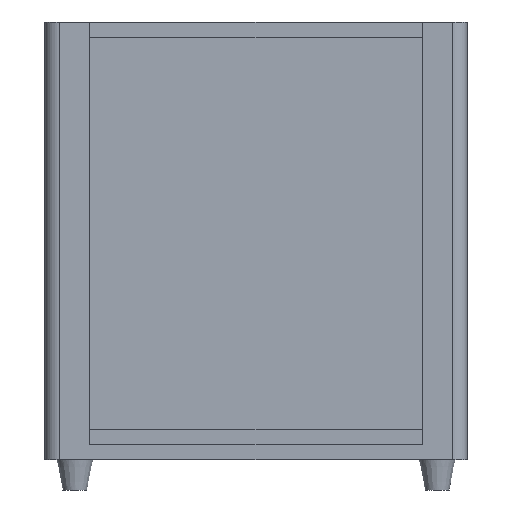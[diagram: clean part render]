
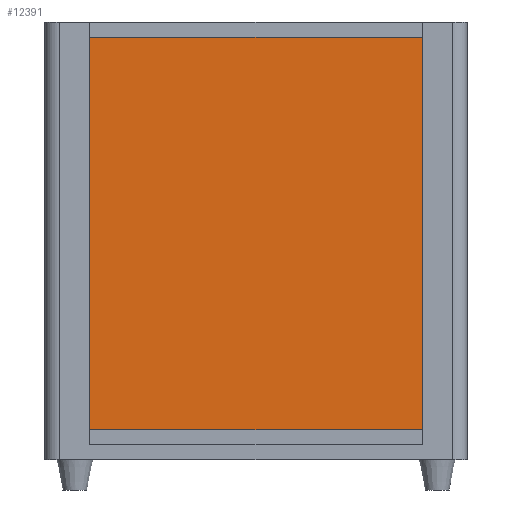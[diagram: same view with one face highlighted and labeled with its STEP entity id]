
A CAD part, left-side view. The second image highlights one B-rep face of the part: STEP entity #12391.
In plain terms, the highlighted planar face has unit normal (-1, 0, 0).
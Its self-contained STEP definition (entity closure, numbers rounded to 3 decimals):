
#1108=PLANE('',#13260);
#1331=FACE_OUTER_BOUND('',#2143,.T.);
#2143=EDGE_LOOP('',(#8510,#8511,#8512,#8513));
#3025=LINE('',#18506,#3788);
#3026=LINE('',#18509,#3789);
#3027=LINE('',#18511,#3790);
#3028=LINE('',#18512,#3791);
#3788=VECTOR('',#14791,10.);
#3789=VECTOR('',#14794,10.);
#3790=VECTOR('',#14795,10.);
#3791=VECTOR('',#14796,10.);
#5322=VERTEX_POINT('',#18502);
#5323=VERTEX_POINT('',#18504);
#5324=VERTEX_POINT('',#18508);
#5325=VERTEX_POINT('',#18510);
#6523=EDGE_CURVE('',#5322,#5323,#3025,.T.);
#6524=EDGE_CURVE('',#5324,#5322,#3026,.T.);
#6525=EDGE_CURVE('',#5325,#5323,#3027,.T.);
#6526=EDGE_CURVE('',#5324,#5325,#3028,.T.);
#8510=ORIENTED_EDGE('',*,*,#6524,.T.);
#8511=ORIENTED_EDGE('',*,*,#6523,.T.);
#8512=ORIENTED_EDGE('',*,*,#6525,.F.);
#8513=ORIENTED_EDGE('',*,*,#6526,.F.);
#12391=ADVANCED_FACE('',(#1331),#1108,.T.);
#13260=AXIS2_PLACEMENT_3D('',#18507,#14792,#14793);
#14791=DIRECTION('',(0.,0.,-1.));
#14792=DIRECTION('center_axis',(-1.,0.,0.));
#14793=DIRECTION('ref_axis',(0.,1.,0.));
#14794=DIRECTION('',(0.,1.,0.));
#14795=DIRECTION('',(0.,1.,0.));
#14796=DIRECTION('',(0.,0.,-1.));
#18502=CARTESIAN_POINT('',(-45.,41.737,38.903));
#18504=CARTESIAN_POINT('',(-45.,41.737,-91.097));
#18506=CARTESIAN_POINT('',(-45.,41.737,38.903));
#18507=CARTESIAN_POINT('Origin',(-45.,-88.263,38.903));
#18508=CARTESIAN_POINT('',(-45.,-88.263,38.903));
#18509=CARTESIAN_POINT('',(-45.,-88.263,38.903));
#18510=CARTESIAN_POINT('',(-45.,-88.263,-91.097));
#18511=CARTESIAN_POINT('',(-45.,-88.263,-91.097));
#18512=CARTESIAN_POINT('',(-45.,-88.263,38.903));
